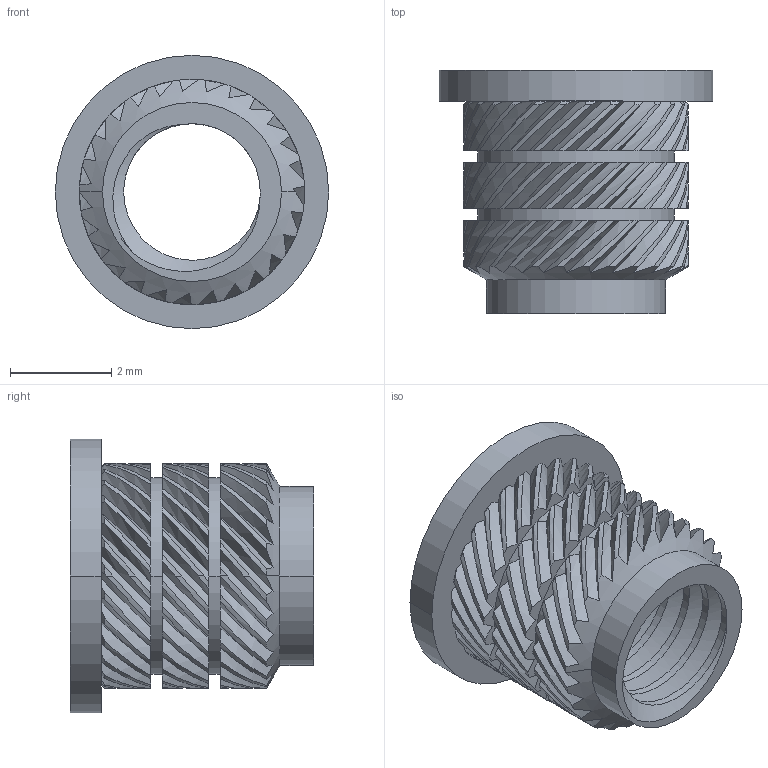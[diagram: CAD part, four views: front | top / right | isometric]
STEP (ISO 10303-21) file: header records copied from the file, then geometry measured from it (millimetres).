
FILE_DESCRIPTION (( 'STEP AP214' ), '1' );
FILE_NAME ('F2-B-M3-Pressfit_3.STEP', '2022-06-07T08:26:28', ( '' ), ( '' ), 'SwSTEP 2.0', 'SolidWorks 2021', '' );
FILE_SCHEMA (( 'AUTOMOTIVE_DESIGN' ));
Length unit declared in the file: millimetre
Products named in the file (1): F2-B-M3-Pressfit_3
Bounding box: 5.4 x 4.8 x 5.4 mm (x, y, z)
Volume: 36.1 mm3; surface area: 208.9 mm2
Topology: 1 solids, 1 shells, 316 faces, 925 edges, 616 vertices
Faces by surface type: bspline 164, cylinder 112, cone 33, plane 7
Entity records: 16237 total; most frequent: CARTESIAN_POINT 9673, ORIENTED_EDGE 1850, DIRECTION 927, EDGE_CURVE 925, VERTEX_POINT 616, AXIS2_PLACEMENT_3D 364, EDGE_LOOP 323, ADVANCED_FACE 316
